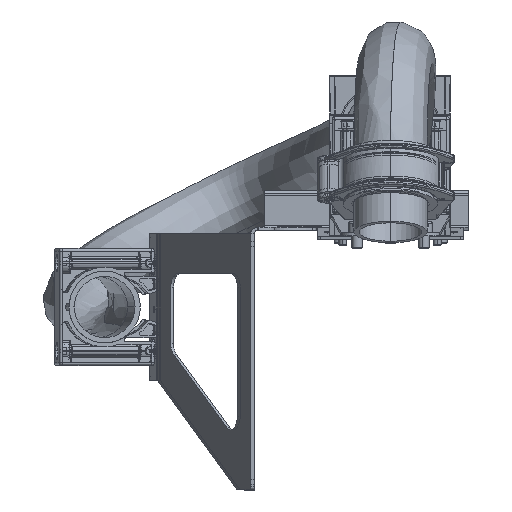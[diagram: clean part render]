
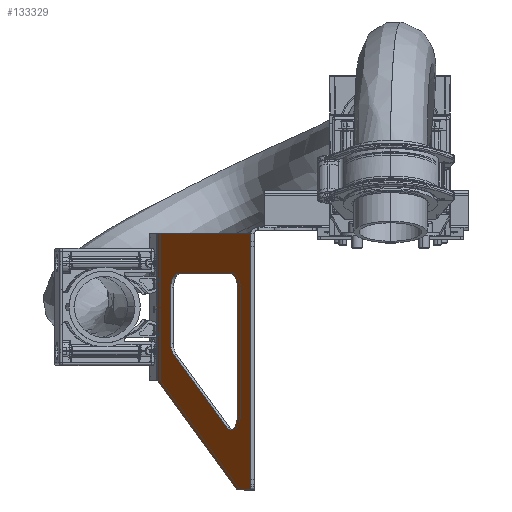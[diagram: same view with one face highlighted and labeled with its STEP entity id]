
A CAD part, left-side view. The second image highlights one B-rep face of the part: STEP entity #133329.
In plain terms, the highlighted planar face has unit normal (-0.5, 0.866, 0).
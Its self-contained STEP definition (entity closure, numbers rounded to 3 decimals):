
#3297 = AXIS2_PLACEMENT_3D ( 'NONE', #221849, #144079, #73599 ) ;
#6066 = CARTESIAN_POINT ( 'NONE',  ( -197.375, 1825.167, 107.5 ) ) ;
#9955 = ORIENTED_EDGE ( 'NONE', *, *, #175828, .T. ) ;
#10884 = EDGE_LOOP ( 'NONE', ( #54828, #71470, #243588, #99765, #60534, #139802, #143121, #97895 ) ) ;
#13670 = CARTESIAN_POINT ( 'NONE',  ( -97.206, 1883., 17.176 ) ) ;
#19584 = ORIENTED_EDGE ( 'NONE', *, *, #237350, .F. ) ;
#27946 = CARTESIAN_POINT ( 'NONE',  ( -197.375, 1825.167, 107.5 ) ) ;
#33108 = LINE ( 'NONE', #147869, #136299 ) ;
#34202 = DIRECTION ( 'NONE',  ( 0., 0., 1. ) ) ;
#37993 = DIRECTION ( 'NONE',  ( -0.866, -0.5, 0. ) ) ;
#45602 = EDGE_CURVE ( 'NONE', #224871, #66858, #151349, .T. ) ;
#46593 = LINE ( 'NONE', #6066, #64457 ) ;
#47677 = CARTESIAN_POINT ( 'NONE',  ( -179.5, 1835.487, -84.56 ) ) ;
#49083 = PLANE ( 'NONE',  #69963 ) ;
#54828 = ORIENTED_EDGE ( 'NONE', *, *, #181586, .F. ) ;
#58220 = EDGE_CURVE ( 'NONE', #155522, #144085, #46593, .T. ) ;
#60534 = ORIENTED_EDGE ( 'NONE', *, *, #235411, .F. ) ;
#61108 = CARTESIAN_POINT ( 'NONE',  ( -171.394, 1840.167, 77.5 ) ) ;
#62943 = CIRCLE ( 'NONE', #74715, 10. ) ;
#63524 = VERTEX_POINT ( 'NONE', #47677 ) ;
#63959 = FACE_BOUND ( 'NONE', #10884, .T. ) ;
#64457 = VECTOR ( 'NONE', #212114, 1000. ) ;
#64918 = EDGE_CURVE ( 'NONE', #110348, #144085, #153602, .T. ) ;
#65215 = CARTESIAN_POINT ( 'NONE',  ( -197.375, 1825.167, -85. ) ) ;
#66530 = VECTOR ( 'NONE', #195594, 1000. ) ;
#66858 = VERTEX_POINT ( 'NONE', #111156 ) ;
#69007 = ORIENTED_EDGE ( 'NONE', *, *, #64918, .F. ) ;
#69907 = DIRECTION ( 'NONE',  ( -0.5, 0.866, 0. ) ) ;
#69963 = AXIS2_PLACEMENT_3D ( 'NONE', #236802, #178790, #194856 ) ;
#71470 = ORIENTED_EDGE ( 'NONE', *, *, #142631, .F. ) ;
#71936 = DIRECTION ( 'NONE',  ( 0., 0., -1. ) ) ;
#73599 = DIRECTION ( 'NONE',  ( -0.866, -0.5, 0. ) ) ;
#74274 = DIRECTION ( 'NONE',  ( -0.866, -0.5, 0. ) ) ;
#74606 = CIRCLE ( 'NONE', #212710, 10. ) ;
#74715 = AXIS2_PLACEMENT_3D ( 'NONE', #221840, #69907, #110622 ) ;
#77253 = VERTEX_POINT ( 'NONE', #171673 ) ;
#79486 = DIRECTION ( 'NONE',  ( -0.866, -0.5, 0. ) ) ;
#80729 = CARTESIAN_POINT ( 'NONE',  ( -197.375, 1825.167, 107.5 ) ) ;
#84399 = VERTEX_POINT ( 'NONE', #133867 ) ;
#86387 = DIRECTION ( 'NONE',  ( -0.714, -0.412, -0.567 ) ) ;
#89808 = DIRECTION ( 'NONE',  ( 0.866, 0.5, 0. ) ) ;
#90496 = LINE ( 'NONE', #241136, #94337 ) ;
#94337 = VECTOR ( 'NONE', #71936, 1000. ) ;
#94734 = CARTESIAN_POINT ( 'NONE',  ( -102.112, 1880.167, 67.5 ) ) ;
#95386 = VERTEX_POINT ( 'NONE', #104933 ) ;
#95851 = ORIENTED_EDGE ( 'NONE', *, *, #58220, .T. ) ;
#97895 = ORIENTED_EDGE ( 'NONE', *, *, #165832, .F. ) ;
#99765 = ORIENTED_EDGE ( 'NONE', *, *, #227132, .F. ) ;
#102372 = CARTESIAN_POINT ( 'NONE',  ( -93.452, 1885.167, 25.416 ) ) ;
#103798 = LINE ( 'NONE', #13670, #179341 ) ;
#104933 = CARTESIAN_POINT ( 'NONE',  ( -93.452, 1885.167, 67.5 ) ) ;
#105440 = CIRCLE ( 'NONE', #235702, 10. ) ;
#106485 = EDGE_CURVE ( 'NONE', #84399, #224871, #62943, .T. ) ;
#106628 = CIRCLE ( 'NONE', #110648, 10. ) ;
#110101 = LINE ( 'NONE', #205196, #152030 ) ;
#110348 = VERTEX_POINT ( 'NONE', #232879 ) ;
#110622 = DIRECTION ( 'NONE',  ( -0.866, -0.5, 0. ) ) ;
#110648 = AXIS2_PLACEMENT_3D ( 'NONE', #94734, #171216, #37993 ) ;
#111156 = CARTESIAN_POINT ( 'NONE',  ( -180.054, 1835.167, 67.5 ) ) ;
#111327 = DIRECTION ( 'NONE',  ( -0.5, 0.866, 0. ) ) ;
#113265 = ORIENTED_EDGE ( 'NONE', *, *, #147645, .T. ) ;
#115172 = DIRECTION ( 'NONE',  ( 0.866, 0.5, 0. ) ) ;
#126015 = CARTESIAN_POINT ( 'NONE',  ( -180.054, 1835.167, -29.584 ) ) ;
#131494 = VERTEX_POINT ( 'NONE', #238536 ) ;
#132532 = LINE ( 'NONE', #169520, #214217 ) ;
#133329 = ADVANCED_FACE ( 'NONE', ( #63959, #142940 ), #49083, .T. ) ;
#133867 = CARTESIAN_POINT ( 'NONE',  ( -166.488, 1843., -37.824 ) ) ;
#136299 = VECTOR ( 'NONE', #89808, 1000. ) ;
#139802 = ORIENTED_EDGE ( 'NONE', *, *, #45602, .F. ) ;
#142631 = EDGE_CURVE ( 'NONE', #95386, #192235, #90496, .T. ) ;
#142940 = FACE_OUTER_BOUND ( 'NONE', #242461, .T. ) ;
#143121 = ORIENTED_EDGE ( 'NONE', *, *, #106485, .F. ) ;
#144079 = DIRECTION ( 'NONE',  ( -0.5, 0.866, 0. ) ) ;
#144085 = VERTEX_POINT ( 'NONE', #27946 ) ;
#144534 = EDGE_CURVE ( 'NONE', #77253, #95386, #106628, .T. ) ;
#147645 = EDGE_CURVE ( 'NONE', #63524, #237035, #200164, .T. ) ;
#147869 = CARTESIAN_POINT ( 'NONE',  ( -197.375, 1825.167, -85. ) ) ;
#150743 = VERTEX_POINT ( 'NONE', #178850 ) ;
#151349 = LINE ( 'NONE', #225493, #234502 ) ;
#151703 = DIRECTION ( 'NONE',  ( -0.5, 0.866, 0. ) ) ;
#152030 = VECTOR ( 'NONE', #239839, 1000. ) ;
#153602 = LINE ( 'NONE', #80729, #167018 ) ;
#155522 = VERTEX_POINT ( 'NONE', #65215 ) ;
#165832 = EDGE_CURVE ( 'NONE', #150743, #84399, #103798, .T. ) ;
#167018 = VECTOR ( 'NONE', #79486, 1000. ) ;
#169520 = CARTESIAN_POINT ( 'NONE',  ( -171.394, 1840.167, 77.5 ) ) ;
#171216 = DIRECTION ( 'NONE',  ( -0.5, 0.866, 0. ) ) ;
#171673 = CARTESIAN_POINT ( 'NONE',  ( -102.112, 1880.167, 77.5 ) ) ;
#175828 = EDGE_CURVE ( 'NONE', #110348, #131494, #110101, .T. ) ;
#178790 = DIRECTION ( 'NONE',  ( -0.5, 0.866, 0. ) ) ;
#178850 = CARTESIAN_POINT ( 'NONE',  ( -97.206, 1883., 17.176 ) ) ;
#179135 = EDGE_CURVE ( 'NONE', #155522, #237035, #33108, .T. ) ;
#179341 = VECTOR ( 'NONE', #86387, 1000. ) ;
#181586 = EDGE_CURVE ( 'NONE', #192235, #150743, #105440, .T. ) ;
#184249 = CARTESIAN_POINT ( 'NONE',  ( -171.394, 1840.167, 67.5 ) ) ;
#187568 = CARTESIAN_POINT ( 'NONE',  ( -102.112, 1880.167, 25.416 ) ) ;
#192235 = VERTEX_POINT ( 'NONE', #102372 ) ;
#194856 = DIRECTION ( 'NONE',  ( -0.866, -0.5, 0. ) ) ;
#195594 = DIRECTION ( 'NONE',  ( 0.714, 0.412, 0.567 ) ) ;
#200164 = CIRCLE ( 'NONE', #3297, 2.5 ) ;
#204927 = VERTEX_POINT ( 'NONE', #61108 ) ;
#205196 = CARTESIAN_POINT ( 'NONE',  ( -76.131, 1895.167, 249.671 ) ) ;
#212114 = DIRECTION ( 'NONE',  ( 0., 0., 1. ) ) ;
#212710 = AXIS2_PLACEMENT_3D ( 'NONE', #184249, #111327, #74274 ) ;
#214217 = VECTOR ( 'NONE', #115172, 1000. ) ;
#216597 = LINE ( 'NONE', #233900, #66530 ) ;
#219136 = ORIENTED_EDGE ( 'NONE', *, *, #179135, .F. ) ;
#221736 = CARTESIAN_POINT ( 'NONE',  ( -180.727, 1834.779, -85. ) ) ;
#221840 = CARTESIAN_POINT ( 'NONE',  ( -171.394, 1840.167, -29.584 ) ) ;
#221849 = CARTESIAN_POINT ( 'NONE',  ( -180.727, 1834.779, -82.5 ) ) ;
#224871 = VERTEX_POINT ( 'NONE', #126015 ) ;
#225493 = CARTESIAN_POINT ( 'NONE',  ( -180.054, 1835.167, -29.584 ) ) ;
#225852 = DIRECTION ( 'NONE',  ( 0.866, 0.5, 0. ) ) ;
#227132 = EDGE_CURVE ( 'NONE', #204927, #77253, #132532, .T. ) ;
#232879 = CARTESIAN_POINT ( 'NONE',  ( -76.131, 1895.167, 107.5 ) ) ;
#233900 = CARTESIAN_POINT ( 'NONE',  ( -180.054, 1835.167, -85. ) ) ;
#234502 = VECTOR ( 'NONE', #34202, 1000. ) ;
#235411 = EDGE_CURVE ( 'NONE', #66858, #204927, #74606, .T. ) ;
#235702 = AXIS2_PLACEMENT_3D ( 'NONE', #187568, #151703, #225852 ) ;
#236802 = CARTESIAN_POINT ( 'NONE',  ( -197.375, 1825.167, 249.671 ) ) ;
#237035 = VERTEX_POINT ( 'NONE', #221736 ) ;
#237350 = EDGE_CURVE ( 'NONE', #63524, #131494, #216597, .T. ) ;
#238536 = CARTESIAN_POINT ( 'NONE',  ( -76.131, 1895.167, -2.5 ) ) ;
#239839 = DIRECTION ( 'NONE',  ( 0., 0., -1. ) ) ;
#241136 = CARTESIAN_POINT ( 'NONE',  ( -93.452, 1885.167, 25.416 ) ) ;
#242461 = EDGE_LOOP ( 'NONE', ( #19584, #113265, #219136, #95851, #69007, #9955 ) ) ;
#243588 = ORIENTED_EDGE ( 'NONE', *, *, #144534, .F. ) ;
